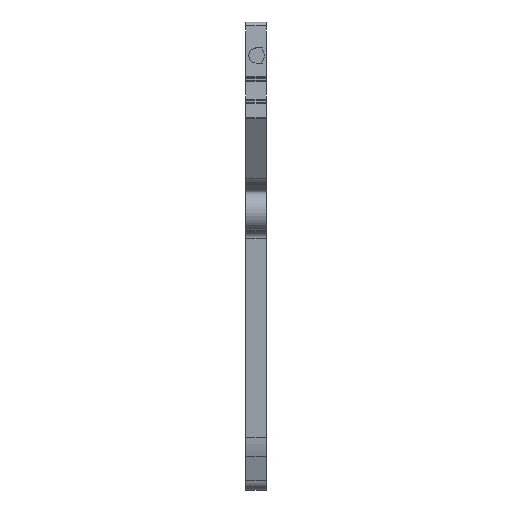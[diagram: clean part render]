
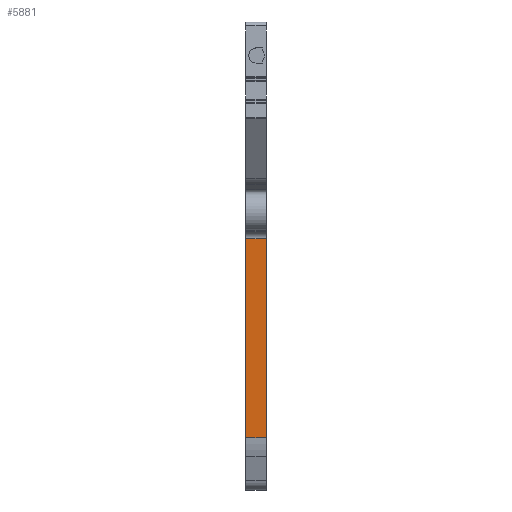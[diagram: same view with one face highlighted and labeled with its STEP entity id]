
A CAD part, front view. The second image highlights one B-rep face of the part: STEP entity #5881.
In plain terms, the highlighted planar face has unit normal (0, -0.998, -0.061).
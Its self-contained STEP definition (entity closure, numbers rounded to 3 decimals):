
#5861=AXIS2_PLACEMENT_3D('Plane Axis2P3D',#5858,#5859,#5860) ;
#3698=CARTESIAN_POINT('Vertex',(5.,5.176,59.817)) ;
#3701=CARTESIAN_POINT('Line Origine',(5.,6.624,36.136)) ;
#3705=CARTESIAN_POINT('Vertex',(5.,8.072,12.455)) ;
#5832=CARTESIAN_POINT('Line Origine',(2.5,8.072,12.455)) ;
#5836=CARTESIAN_POINT('Vertex',(0.,8.072,12.455)) ;
#5858=CARTESIAN_POINT('Axis2P3D Location',(4.,8.072,12.455)) ;
#5863=CARTESIAN_POINT('Line Origine',(2.5,5.176,59.817)) ;
#5867=CARTESIAN_POINT('Vertex',(0.,5.176,59.817)) ;
#5870=CARTESIAN_POINT('Line Origine',(0.,6.624,36.136)) ;
#3702=DIRECTION('Vector Direction',(0.,-0.061,0.998)) ;
#5833=DIRECTION('Vector Direction',(1.,0.,0.)) ;
#5859=DIRECTION('Axis2P3D Direction',(-0.,0.998,0.061)) ;
#5860=DIRECTION('Axis2P3D XDirection',(0.,-0.061,0.998)) ;
#5864=DIRECTION('Vector Direction',(1.,0.,0.)) ;
#5871=DIRECTION('Vector Direction',(0.,-0.061,0.998)) ;
#3703=VECTOR('Line Direction',#3702,1.) ;
#5834=VECTOR('Line Direction',#5833,1.) ;
#5865=VECTOR('Line Direction',#5864,1.) ;
#5872=VECTOR('Line Direction',#5871,1.) ;
#5876=ORIENTED_EDGE('',*,*,#5869,.F.) ;
#5877=ORIENTED_EDGE('',*,*,#5874,.T.) ;
#5878=ORIENTED_EDGE('',*,*,#5838,.T.) ;
#5879=ORIENTED_EDGE('',*,*,#3707,.F.) ;
#5881=ADVANCED_FACE('WTA_4N_S3D',(#5880),#5862,.F.) ;
#3707=EDGE_CURVE('',#3699,#3706,#3704,.F.) ;
#5838=EDGE_CURVE('',#5837,#3706,#5835,.T.) ;
#5869=EDGE_CURVE('',#5868,#3699,#5866,.T.) ;
#5874=EDGE_CURVE('',#5868,#5837,#5873,.F.) ;
#5875=EDGE_LOOP('',(#5876,#5877,#5878,#5879)) ;
#5880=FACE_OUTER_BOUND('',#5875,.T.) ;
#3704=LINE('Line',#3701,#3703) ;
#5835=LINE('Line',#5832,#5834) ;
#5866=LINE('Line',#5863,#5865) ;
#5873=LINE('Line',#5870,#5872) ;
#5862=PLANE('',#5861) ;
#3699=VERTEX_POINT('',#3698) ;
#3706=VERTEX_POINT('',#3705) ;
#5837=VERTEX_POINT('',#5836) ;
#5868=VERTEX_POINT('',#5867) ;
